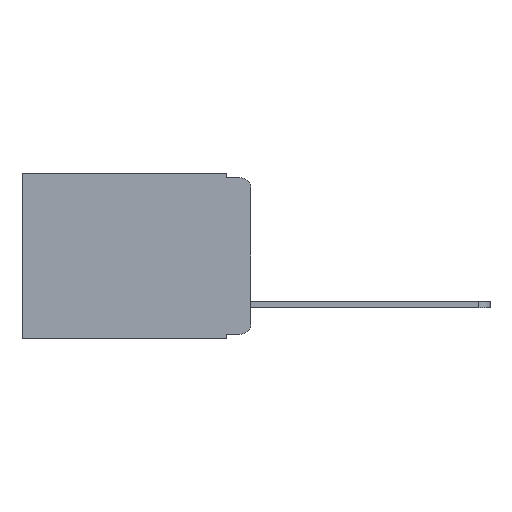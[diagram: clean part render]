
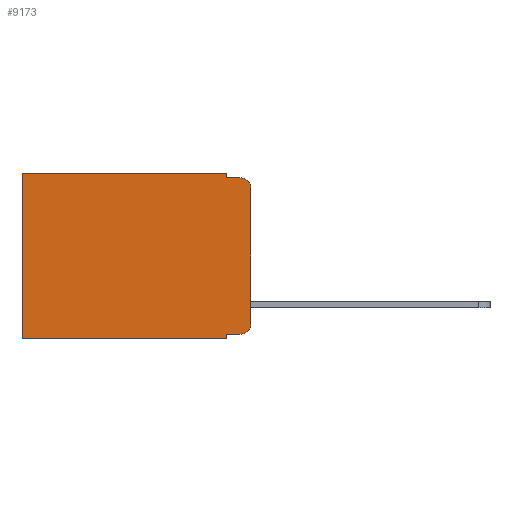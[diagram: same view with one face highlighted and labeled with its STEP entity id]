
A CAD part, left-side view. The second image highlights one B-rep face of the part: STEP entity #9173.
In plain terms, the highlighted planar face has unit normal (-1, 0, 0).
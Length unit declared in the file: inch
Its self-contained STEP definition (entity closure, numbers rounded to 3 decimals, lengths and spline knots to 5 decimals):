
#145 = LINE ( 'NONE', #7652, #5303 ) ;
#148 = DIRECTION ( 'NONE',  ( 0., 0., -1. ) ) ;
#378 = VECTOR ( 'NONE', #3616, 39.37008 ) ;
#733 = AXIS2_PLACEMENT_3D ( 'NONE', #8820, #10544, #9648 ) ;
#770 = VERTEX_POINT ( 'NONE', #12175 ) ;
#833 = EDGE_CURVE ( 'NONE', #7873, #2724, #5760, .T. ) ;
#841 = CARTESIAN_POINT ( 'NONE',  ( 0.298, 0.051, -0.343 ) ) ;
#957 = EDGE_LOOP ( 'NONE', ( #7014, #5908, #2447, #10808, #7336, #4622, #7626, #10222, #5506, #6827 ) ) ;
#1151 = VERTEX_POINT ( 'NONE', #841 ) ;
#1251 = CARTESIAN_POINT ( 'NONE',  ( 0.298, 0., 0. ) ) ;
#1403 = EDGE_CURVE ( 'NONE', #8922, #2119, #11772, .T. ) ;
#1499 = EDGE_CURVE ( 'NONE', #4173, #7873, #7674, .T. ) ;
#1790 = CARTESIAN_POINT ( 'NONE',  ( 0.298, 0.02, -0.01 ) ) ;
#1847 = VERTEX_POINT ( 'NONE', #9839 ) ;
#2119 = VERTEX_POINT ( 'NONE', #5884 ) ;
#2406 = DIRECTION ( 'NONE',  ( 0., 0., -1. ) ) ;
#2447 = ORIENTED_EDGE ( 'NONE', *, *, #3977, .F. ) ;
#2724 = VERTEX_POINT ( 'NONE', #4425 ) ;
#3144 = CARTESIAN_POINT ( 'NONE',  ( 0.298, 0.051, 0. ) ) ;
#3441 = DIRECTION ( 'NONE',  ( 0., 0., -1. ) ) ;
#3616 = DIRECTION ( 'NONE',  ( 0., -1., 0. ) ) ;
#3766 = DIRECTION ( 'NONE',  ( 0., 0., -1. ) ) ;
#3977 = EDGE_CURVE ( 'NONE', #2119, #4699, #4811, .T. ) ;
#4173 = VERTEX_POINT ( 'NONE', #8430 ) ;
#4254 = CARTESIAN_POINT ( 'NONE',  ( 0.298, 0., 0. ) ) ;
#4380 = VECTOR ( 'NONE', #5651, 39.37008 ) ;
#4425 = CARTESIAN_POINT ( 'NONE',  ( 0.298, 0., -0.313 ) ) ;
#4582 = CARTESIAN_POINT ( 'NONE',  ( 0.298, 0.02, -0.313 ) ) ;
#4622 = ORIENTED_EDGE ( 'NONE', *, *, #10670, .T. ) ;
#4661 = VECTOR ( 'NONE', #3441, 39.37008 ) ;
#4699 = VERTEX_POINT ( 'NONE', #1790 ) ;
#4811 = LINE ( 'NONE', #7436, #378 ) ;
#4815 = LINE ( 'NONE', #7673, #5857 ) ;
#5113 = DIRECTION ( 'NONE',  ( 0., 1., 0. ) ) ;
#5202 = CARTESIAN_POINT ( 'NONE',  ( 0.298, 0., -0.343 ) ) ;
#5243 = CARTESIAN_POINT ( 'NONE',  ( 0.298, 0.473, 0. ) ) ;
#5251 = EDGE_CURVE ( 'NONE', #7200, #2724, #11641, .T. ) ;
#5303 = VECTOR ( 'NONE', #148, 39.37008 ) ;
#5359 = CARTESIAN_POINT ( 'NONE',  ( 0.298, 0.051, 0. ) ) ;
#5506 = ORIENTED_EDGE ( 'NONE', *, *, #1499, .T. ) ;
#5550 = VECTOR ( 'NONE', #9026, 39.37008 ) ;
#5651 = DIRECTION ( 'NONE',  ( 0., -1., 0. ) ) ;
#5760 = CIRCLE ( 'NONE', #6520, 0.02 ) ;
#5834 = EDGE_CURVE ( 'NONE', #8922, #1847, #4815, .T. ) ;
#5857 = VECTOR ( 'NONE', #5113, 39.37008 ) ;
#5884 = CARTESIAN_POINT ( 'NONE',  ( 0.298, 0.051, -0.01 ) ) ;
#5908 = ORIENTED_EDGE ( 'NONE', *, *, #6978, .T. ) ;
#6148 = DIRECTION ( 'NONE',  ( 1., 0., 0. ) ) ;
#6520 = AXIS2_PLACEMENT_3D ( 'NONE', #4582, #7502, #3766 ) ;
#6827 = ORIENTED_EDGE ( 'NONE', *, *, #833, .T. ) ;
#6978 = EDGE_CURVE ( 'NONE', #7200, #4699, #7181, .T. ) ;
#7014 = ORIENTED_EDGE ( 'NONE', *, *, #5251, .F. ) ;
#7181 = CIRCLE ( 'NONE', #733, 0.02 ) ;
#7200 = VERTEX_POINT ( 'NONE', #10912 ) ;
#7336 = ORIENTED_EDGE ( 'NONE', *, *, #5834, .T. ) ;
#7436 = CARTESIAN_POINT ( 'NONE',  ( 0.298, 0.051, -0.01 ) ) ;
#7502 = DIRECTION ( 'NONE',  ( -1., 0., 0. ) ) ;
#7626 = ORIENTED_EDGE ( 'NONE', *, *, #10664, .F. ) ;
#7652 = CARTESIAN_POINT ( 'NONE',  ( 0.298, 0.051, 0. ) ) ;
#7673 = CARTESIAN_POINT ( 'NONE',  ( 0.298, 0., 0. ) ) ;
#7674 = LINE ( 'NONE', #11150, #4380 ) ;
#7873 = VERTEX_POINT ( 'NONE', #10886 ) ;
#8080 = PLANE ( 'NONE',  #10853 ) ;
#8098 = LINE ( 'NONE', #5202, #5550 ) ;
#8217 = EDGE_CURVE ( 'NONE', #4173, #1151, #145, .T. ) ;
#8280 = FACE_OUTER_BOUND ( 'NONE', #957, .T. ) ;
#8430 = CARTESIAN_POINT ( 'NONE',  ( 0.298, 0.051, -0.333 ) ) ;
#8820 = CARTESIAN_POINT ( 'NONE',  ( 0.298, 0.02, -0.03 ) ) ;
#8922 = VERTEX_POINT ( 'NONE', #3144 ) ;
#9026 = DIRECTION ( 'NONE',  ( 0., 1., 0. ) ) ;
#9173 = ADVANCED_FACE ( 'NONE', ( #8280 ), #8080, .F. ) ;
#9648 = DIRECTION ( 'NONE',  ( 0., 0., -1. ) ) ;
#9839 = CARTESIAN_POINT ( 'NONE',  ( 0.298, 0.473, 0. ) ) ;
#10027 = VECTOR ( 'NONE', #11627, 39.37008 ) ;
#10222 = ORIENTED_EDGE ( 'NONE', *, *, #8217, .F. ) ;
#10303 = VECTOR ( 'NONE', #2406, 39.37008 ) ;
#10544 = DIRECTION ( 'NONE',  ( -1., 0., 0. ) ) ;
#10664 = EDGE_CURVE ( 'NONE', #1151, #770, #8098, .T. ) ;
#10670 = EDGE_CURVE ( 'NONE', #1847, #770, #11906, .T. ) ;
#10808 = ORIENTED_EDGE ( 'NONE', *, *, #1403, .F. ) ;
#10853 = AXIS2_PLACEMENT_3D ( 'NONE', #4254, #6148, #11884 ) ;
#10886 = CARTESIAN_POINT ( 'NONE',  ( 0.298, 0.02, -0.333 ) ) ;
#10912 = CARTESIAN_POINT ( 'NONE',  ( 0.298, 0., -0.03 ) ) ;
#11150 = CARTESIAN_POINT ( 'NONE',  ( 0.298, 0.051, -0.333 ) ) ;
#11627 = DIRECTION ( 'NONE',  ( 0., 0., -1. ) ) ;
#11641 = LINE ( 'NONE', #1251, #10027 ) ;
#11772 = LINE ( 'NONE', #5359, #10303 ) ;
#11884 = DIRECTION ( 'NONE',  ( 0., 0., -1. ) ) ;
#11906 = LINE ( 'NONE', #5243, #4661 ) ;
#12175 = CARTESIAN_POINT ( 'NONE',  ( 0.298, 0.473, -0.343 ) ) ;
